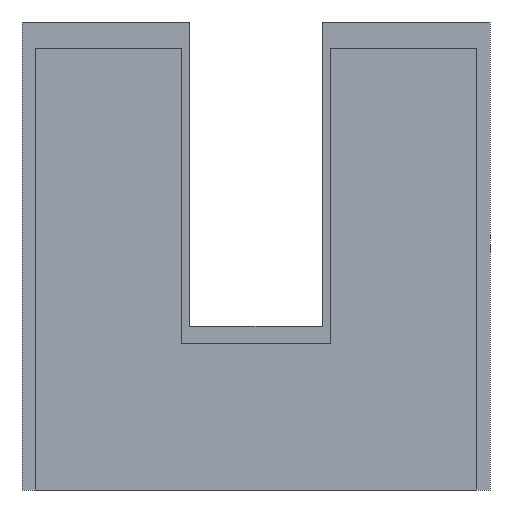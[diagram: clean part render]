
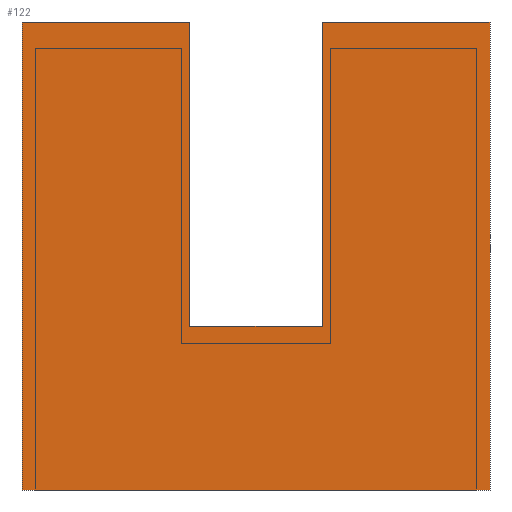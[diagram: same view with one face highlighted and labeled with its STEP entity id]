
A CAD part, front view. The second image highlights one B-rep face of the part: STEP entity #122.
In plain terms, the highlighted planar face has unit normal (0, -1, 0).
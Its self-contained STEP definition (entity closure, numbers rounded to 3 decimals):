
#122 = ADVANCED_FACE( '', ( #216 ), #217, .T. );
#216 = FACE_OUTER_BOUND( '', #290, .T. );
#217 = PLANE( '', #291 );
#290 = EDGE_LOOP( '', ( #454, #455, #456, #457, #458, #459, #460, #461 ) );
#291 = AXIS2_PLACEMENT_3D( '', #462, #463, #464 );
#454 = ORIENTED_EDGE( '', *, *, #535, .T. );
#455 = ORIENTED_EDGE( '', *, *, #522, .T. );
#456 = ORIENTED_EDGE( '', *, *, #538, .T. );
#457 = ORIENTED_EDGE( '', *, *, #495, .T. );
#458 = ORIENTED_EDGE( '', *, *, #514, .T. );
#459 = ORIENTED_EDGE( '', *, *, #518, .T. );
#460 = ORIENTED_EDGE( '', *, *, #527, .T. );
#461 = ORIENTED_EDGE( '', *, *, #540, .T. );
#462 = CARTESIAN_POINT( '', ( -1.345, -500.1, 2.69 ) );
#463 = DIRECTION( '', ( 0., -1., 0. ) );
#464 = DIRECTION( '', ( 0., 0., -1. ) );
#495 = EDGE_CURVE( '', #578, #576, #579, .T. );
#514 = EDGE_CURVE( '', #576, #602, #604, .T. );
#518 = EDGE_CURVE( '', #602, #608, #610, .T. );
#522 = EDGE_CURVE( '', #617, #615, #618, .T. );
#527 = EDGE_CURVE( '', #608, #623, #625, .T. );
#535 = EDGE_CURVE( '', #634, #617, #635, .T. );
#538 = EDGE_CURVE( '', #615, #578, #638, .T. );
#540 = EDGE_CURVE( '', #623, #634, #640, .T. );
#576 = VERTEX_POINT( '', #691 );
#578 = VERTEX_POINT( '', #694 );
#579 = LINE( '', #695, #696 );
#602 = VERTEX_POINT( '', #731 );
#604 = LINE( '', #734, #735 );
#608 = VERTEX_POINT( '', #740 );
#610 = LINE( '', #743, #744 );
#615 = VERTEX_POINT( '', #750 );
#617 = VERTEX_POINT( '', #753 );
#618 = LINE( '', #754, #755 );
#623 = VERTEX_POINT( '', #762 );
#625 = LINE( '', #765, #766 );
#634 = VERTEX_POINT( '', #778 );
#635 = LINE( '', #779, #780 );
#638 = LINE( '', #784, #785 );
#640 = LINE( '', #787, #788 );
#691 = CARTESIAN_POINT( '', ( 1.345, -500.1, 2.69 ) );
#694 = CARTESIAN_POINT( '', ( 1.345, -500.1, 0. ) );
#695 = CARTESIAN_POINT( '', ( 1.345, -500.1, 0. ) );
#696 = VECTOR( '', #806, 1000. );
#731 = CARTESIAN_POINT( '', ( 0.38, -500.1, 2.69 ) );
#734 = CARTESIAN_POINT( '', ( 1.345, -500.1, 2.69 ) );
#735 = VECTOR( '', #820, 1000. );
#740 = CARTESIAN_POINT( '', ( 0.38, -500.1, 0.94 ) );
#743 = CARTESIAN_POINT( '', ( 0.38, -500.1, 2.69 ) );
#744 = VECTOR( '', #823, 1000. );
#750 = CARTESIAN_POINT( '', ( -1.345, -500.1, 0. ) );
#753 = CARTESIAN_POINT( '', ( -1.345, -500.1, 2.69 ) );
#754 = CARTESIAN_POINT( '', ( -1.345, -500.1, 2.69 ) );
#755 = VECTOR( '', #826, 1000. );
#762 = CARTESIAN_POINT( '', ( -0.38, -500.1, 0.94 ) );
#765 = CARTESIAN_POINT( '', ( 0.38, -500.1, 0.94 ) );
#766 = VECTOR( '', #830, 1000. );
#778 = CARTESIAN_POINT( '', ( -0.38, -500.1, 2.69 ) );
#779 = CARTESIAN_POINT( '', ( -0.38, -500.1, 2.69 ) );
#780 = VECTOR( '', #834, 1000. );
#784 = CARTESIAN_POINT( '', ( -1.345, -500.1, 0. ) );
#785 = VECTOR( '', #836, 1000. );
#787 = CARTESIAN_POINT( '', ( -0.38, -500.1, 0.94 ) );
#788 = VECTOR( '', #837, 1000. );
#806 = DIRECTION( '', ( 0., 0., 1. ) );
#820 = DIRECTION( '', ( -1., 0., 0. ) );
#823 = DIRECTION( '', ( 0., 0., -1. ) );
#826 = DIRECTION( '', ( 0., 0., -1. ) );
#830 = DIRECTION( '', ( -1., 0., 0. ) );
#834 = DIRECTION( '', ( -1., 0., 0. ) );
#836 = DIRECTION( '', ( 1., 0., 0. ) );
#837 = DIRECTION( '', ( 0., 0., 1. ) );
